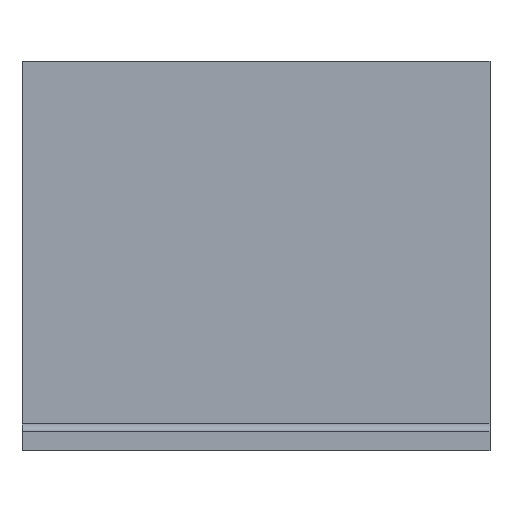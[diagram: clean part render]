
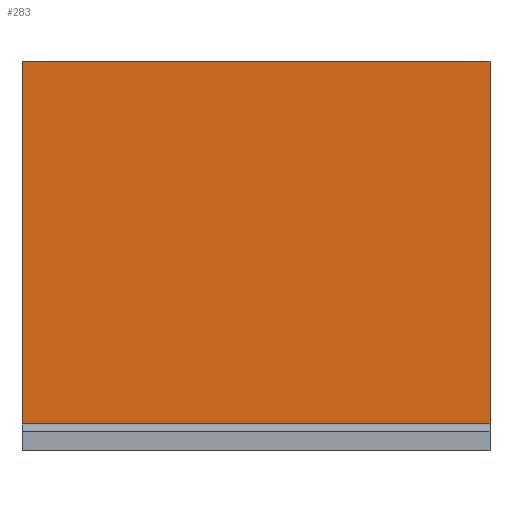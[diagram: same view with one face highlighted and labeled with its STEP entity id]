
A CAD part, front view. The second image highlights one B-rep face of the part: STEP entity #283.
In plain terms, the highlighted planar face has unit normal (0, -1, 0).
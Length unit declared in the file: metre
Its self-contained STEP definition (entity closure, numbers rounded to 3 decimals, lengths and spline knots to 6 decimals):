
#83=ORIENTED_EDGE('',*,*,#132,.T.);
#84=ORIENTED_EDGE('',*,*,#125,.T.);
#85=ORIENTED_EDGE('',*,*,#122,.T.);
#86=ORIENTED_EDGE('',*,*,#128,.T.);
#122=EDGE_CURVE('',#153,#151,#172,.T.);
#125=EDGE_CURVE('',#155,#153,#175,.T.);
#128=EDGE_CURVE('',#151,#157,#178,.T.);
#132=EDGE_CURVE('',#157,#155,#182,.F.);
#151=VERTEX_POINT('',#451);
#153=VERTEX_POINT('',#454);
#155=VERTEX_POINT('',#460);
#157=VERTEX_POINT('',#466);
#172=LINE('',#453,#196);
#175=LINE('',#459,#199);
#178=LINE('',#465,#202);
#182=LINE('',#473,#206);
#196=VECTOR('',#373,1.);
#199=VECTOR('',#378,1.);
#202=VECTOR('',#383,1.);
#206=VECTOR('',#391,1.);
#228=EDGE_LOOP('',(#83,#84,#85,#86));
#254=FACE_BOUND('',#228,.T.);
#268=PLANE('',#319);
#283=ADVANCED_FACE('',(#254),#268,.F.);
#319=AXIS2_PLACEMENT_3D('',#472,#389,#390);
#373=DIRECTION('',(-1.,0.,0.));
#378=DIRECTION('',(0.,0.,1.));
#383=DIRECTION('',(0.,0.,-1.));
#389=DIRECTION('',(0.,1.,0.));
#390=DIRECTION('',(0.,0.,1.));
#391=DIRECTION('',(-1.,0.,0.));
#451=CARTESIAN_POINT('',(0.,0.075,0.1));
#453=CARTESIAN_POINT('',(0.06,0.075,0.1));
#454=CARTESIAN_POINT('',(0.12,0.075,0.1));
#459=CARTESIAN_POINT('',(0.12,0.075,0.0525));
#460=CARTESIAN_POINT('',(0.12,0.075,0.007));
#465=CARTESIAN_POINT('',(0.,0.075,0.0525));
#466=CARTESIAN_POINT('',(0.,0.075,0.007));
#472=CARTESIAN_POINT('',(0.06,0.075,0.0525));
#473=CARTESIAN_POINT('',(0.06,0.075,0.007));
